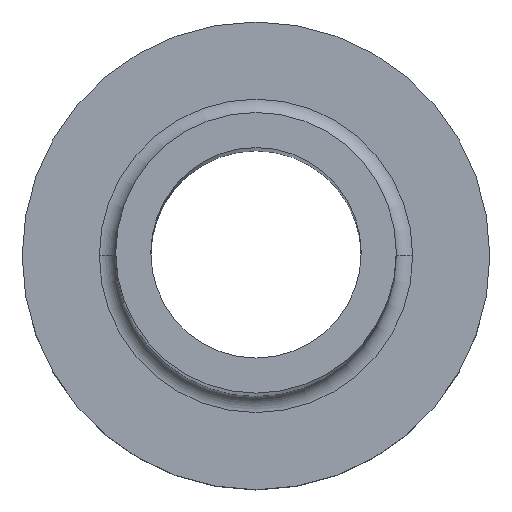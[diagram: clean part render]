
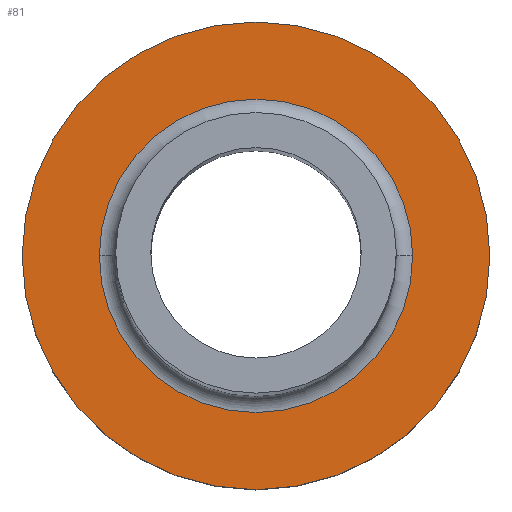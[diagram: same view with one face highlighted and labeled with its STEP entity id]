
A CAD part, top view. The second image highlights one B-rep face of the part: STEP entity #81.
In plain terms, the highlighted planar face has unit normal (0, 0, 1).
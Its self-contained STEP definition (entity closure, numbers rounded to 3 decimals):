
#8 = VERTEX_POINT ( 'NONE', #204 ) ;
#20 = CARTESIAN_POINT ( 'NONE',  ( -6.7, 0., 7. ) ) ;
#21 = VERTEX_POINT ( 'NONE', #88 ) ;
#55 = AXIS2_PLACEMENT_3D ( 'NONE', #56, #180, #247 ) ;
#56 = CARTESIAN_POINT ( 'NONE',  ( 0., 0., 7. ) ) ;
#61 = AXIS2_PLACEMENT_3D ( 'NONE', #226, #281, #132 ) ;
#68 = CIRCLE ( 'NONE', #205, 10. ) ;
#69 = DIRECTION ( 'NONE',  ( 0., 0., 1. ) ) ;
#74 = DIRECTION ( 'NONE',  ( 1., 0., 0. ) ) ;
#81 = ADVANCED_FACE ( 'NONE', ( #350, #202 ), #321, .T. ) ;
#88 = CARTESIAN_POINT ( 'NONE',  ( 6.7, 0., 7. ) ) ;
#93 = CIRCLE ( 'NONE', #135, 6.7 ) ;
#101 = CARTESIAN_POINT ( 'NONE',  ( 0., 0., 7. ) ) ;
#102 = DIRECTION ( 'NONE',  ( 1., 0., 0. ) ) ;
#107 = DIRECTION ( 'NONE',  ( 0., 0., -1. ) ) ;
#132 = DIRECTION ( 'NONE',  ( 1., 0., 0. ) ) ;
#135 = AXIS2_PLACEMENT_3D ( 'NONE', #346, #107, #102 ) ;
#136 = ORIENTED_EDGE ( 'NONE', *, *, #264, .T. ) ;
#141 = ORIENTED_EDGE ( 'NONE', *, *, #351, .T. ) ;
#180 = DIRECTION ( 'NONE',  ( 0., 0., 1. ) ) ;
#181 = CARTESIAN_POINT ( 'NONE',  ( 0., 0., 7. ) ) ;
#185 = CIRCLE ( 'NONE', #310, 10. ) ;
#192 = CIRCLE ( 'NONE', #61, 6.7 ) ;
#196 = ORIENTED_EDGE ( 'NONE', *, *, #207, .T. ) ;
#202 = FACE_OUTER_BOUND ( 'NONE', #229, .T. ) ;
#204 = CARTESIAN_POINT ( 'NONE',  ( 10., 0., 7. ) ) ;
#205 = AXIS2_PLACEMENT_3D ( 'NONE', #101, #375, #74 ) ;
#207 = EDGE_CURVE ( 'NONE', #326, #8, #185, .T. ) ;
#223 = EDGE_LOOP ( 'NONE', ( #136, #141 ) ) ;
#226 = CARTESIAN_POINT ( 'NONE',  ( 0., 0., 7. ) ) ;
#229 = EDGE_LOOP ( 'NONE', ( #196, #294 ) ) ;
#247 = DIRECTION ( 'NONE',  ( 1., 0., 0. ) ) ;
#253 = CARTESIAN_POINT ( 'NONE',  ( -10., 0., 7. ) ) ;
#256 = VERTEX_POINT ( 'NONE', #20 ) ;
#258 = EDGE_CURVE ( 'NONE', #8, #326, #68, .T. ) ;
#264 = EDGE_CURVE ( 'NONE', #21, #256, #93, .T. ) ;
#278 = DIRECTION ( 'NONE',  ( 1., 0., 0. ) ) ;
#281 = DIRECTION ( 'NONE',  ( 0., 0., -1. ) ) ;
#294 = ORIENTED_EDGE ( 'NONE', *, *, #258, .T. ) ;
#310 = AXIS2_PLACEMENT_3D ( 'NONE', #181, #69, #278 ) ;
#321 = PLANE ( 'NONE',  #55 ) ;
#326 = VERTEX_POINT ( 'NONE', #253 ) ;
#346 = CARTESIAN_POINT ( 'NONE',  ( 0., 0., 7. ) ) ;
#350 = FACE_BOUND ( 'NONE', #223, .T. ) ;
#351 = EDGE_CURVE ( 'NONE', #256, #21, #192, .T. ) ;
#375 = DIRECTION ( 'NONE',  ( 0., 0., 1. ) ) ;
